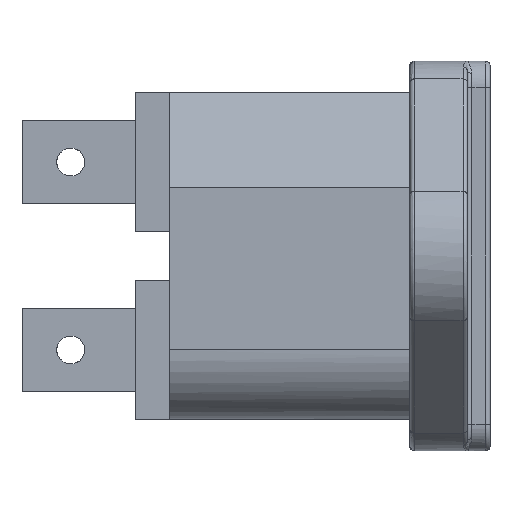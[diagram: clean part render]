
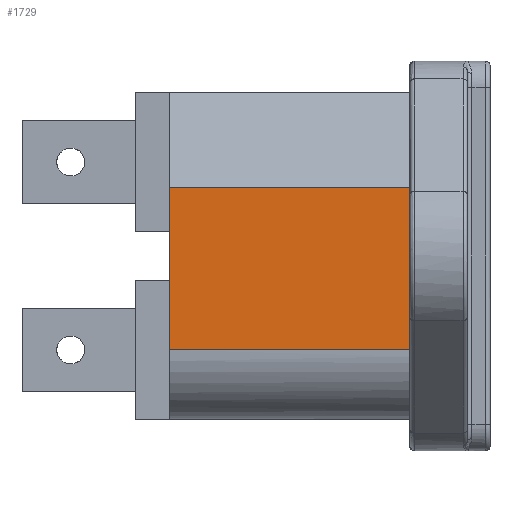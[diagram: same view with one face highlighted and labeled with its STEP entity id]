
A CAD part, left-side view. The second image highlights one B-rep face of the part: STEP entity #1729.
In plain terms, the highlighted free-form (B-spline) face has degree [1, 1] with [2, 2] control points.
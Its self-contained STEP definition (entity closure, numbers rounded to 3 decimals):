
#1729 = ADVANCED_FACE('',(#1730),#1760,.T.);
#1730 = FACE_BOUND('',#1731,.T.);
#1731 = EDGE_LOOP('',(#1732,#1741,#1748,#1755));
#1732 = ORIENTED_EDGE('',*,*,#1733,.T.);
#1733 = EDGE_CURVE('',#1734,#1736,#1738,.T.);
#1734 = VERTEX_POINT('',#1735);
#1735 = CARTESIAN_POINT('',(-11.879,0.,
    3.476));
#1736 = VERTEX_POINT('',#1737);
#1737 = CARTESIAN_POINT('',(-11.879,12.143,
    3.476));
#1738 = B_SPLINE_CURVE_WITH_KNOTS('',1,(#1739,#1740),.UNSPECIFIED.,.F.,
  .F.,(2,2),(0.,13.8),.PIECEWISE_BEZIER_KNOTS.);
#1739 = CARTESIAN_POINT('',(-11.879,0.,
    3.476));
#1740 = CARTESIAN_POINT('',(-11.879,12.143,
    3.476));
#1741 = ORIENTED_EDGE('',*,*,#1742,.T.);
#1742 = EDGE_CURVE('',#1736,#1743,#1745,.T.);
#1743 = VERTEX_POINT('',#1744);
#1744 = CARTESIAN_POINT('',(-11.879,12.143,
    -4.752));
#1745 = B_SPLINE_CURVE_WITH_KNOTS('',1,(#1746,#1747),.UNSPECIFIED.,.F.,
  .F.,(2,2),(0.,9.35),.PIECEWISE_BEZIER_KNOTS.);
#1746 = CARTESIAN_POINT('',(-11.879,12.143,
    3.476));
#1747 = CARTESIAN_POINT('',(-11.879,12.143,
    -4.752));
#1748 = ORIENTED_EDGE('',*,*,#1749,.T.);
#1749 = EDGE_CURVE('',#1743,#1750,#1752,.T.);
#1750 = VERTEX_POINT('',#1751);
#1751 = CARTESIAN_POINT('',(-11.879,0.,
    -4.752));
#1752 = B_SPLINE_CURVE_WITH_KNOTS('',1,(#1753,#1754),.UNSPECIFIED.,.F.,
  .F.,(2,2),(0.,13.8),.PIECEWISE_BEZIER_KNOTS.);
#1753 = CARTESIAN_POINT('',(-11.879,12.143,
    -4.752));
#1754 = CARTESIAN_POINT('',(-11.879,0.,
    -4.752));
#1755 = ORIENTED_EDGE('',*,*,#1756,.T.);
#1756 = EDGE_CURVE('',#1750,#1734,#1757,.T.);
#1757 = B_SPLINE_CURVE_WITH_KNOTS('',1,(#1758,#1759),.UNSPECIFIED.,.F.,
  .F.,(2,2),(0.,9.35),.PIECEWISE_BEZIER_KNOTS.);
#1758 = CARTESIAN_POINT('',(-11.879,0.,
    -4.752));
#1759 = CARTESIAN_POINT('',(-11.879,0.,
    3.476));
#1760 = B_SPLINE_SURFACE_WITH_KNOTS('',1,1,(
    (#1761,#1762)
    ,(#1763,#1764
    )),.UNSPECIFIED.,.F.,.F.,.F.,(2,2),(2,2),(-3.95,5.4),(-13.8,
    0.),.PIECEWISE_BEZIER_KNOTS.);
#1761 = CARTESIAN_POINT('',(-11.879,12.143,
    3.476));
#1762 = CARTESIAN_POINT('',(-11.879,0.,
    3.476));
#1763 = CARTESIAN_POINT('',(-11.879,12.143,
    -4.752));
#1764 = CARTESIAN_POINT('',(-11.879,0.,
    -4.752));
